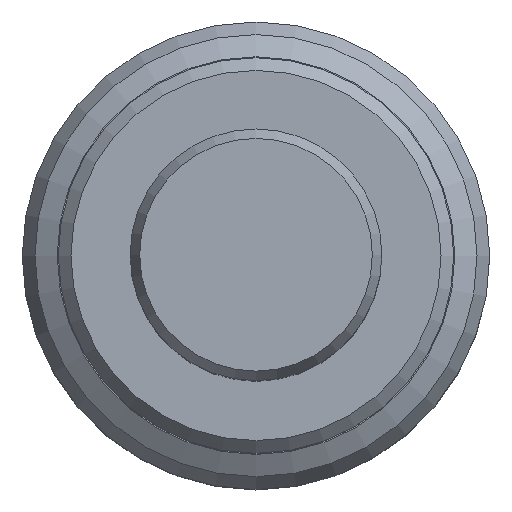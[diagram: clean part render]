
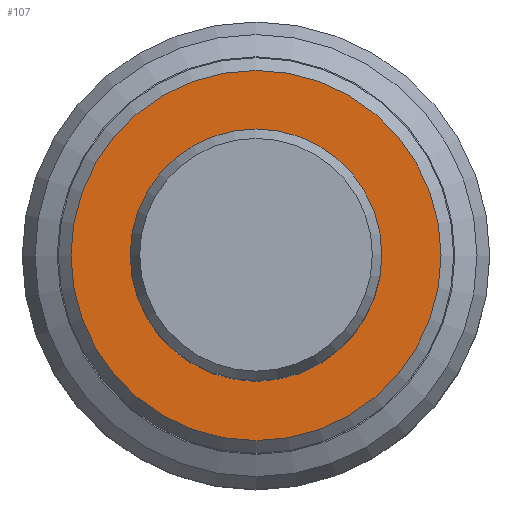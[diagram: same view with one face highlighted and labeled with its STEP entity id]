
A CAD part, top view. The second image highlights one B-rep face of the part: STEP entity #107.
In plain terms, the highlighted planar face has unit normal (0, 0, 1).
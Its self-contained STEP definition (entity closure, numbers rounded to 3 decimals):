
#107=ADVANCED_FACE('',(#124),#119,.T.);
#119=PLANE('',#295);
#124=FACE_OUTER_BOUND('',#146,.T.);
#146=EDGE_LOOP('',(#180));
#180=ORIENTED_EDGE('',*,*,#221,.T.);
#204=VERTEX_POINT('',#425);
#221=EDGE_CURVE('',#204,#204,#238,.T.);
#238=CIRCLE('',#294,5.146);
#294=AXIS2_PLACEMENT_3D('',#424,#359,#360);
#295=AXIS2_PLACEMENT_3D('',#426,#361,#362);
#359=DIRECTION('',(0.,0.,1.));
#360=DIRECTION('',(1.,0.,0.));
#361=DIRECTION('',(0.,0.,1.));
#362=DIRECTION('',(-1.,0.,0.));
#424=CARTESIAN_POINT('',(0.,0.,0.));
#425=CARTESIAN_POINT('',(5.146,0.,0.));
#426=CARTESIAN_POINT('',(0.,0.,0.));
